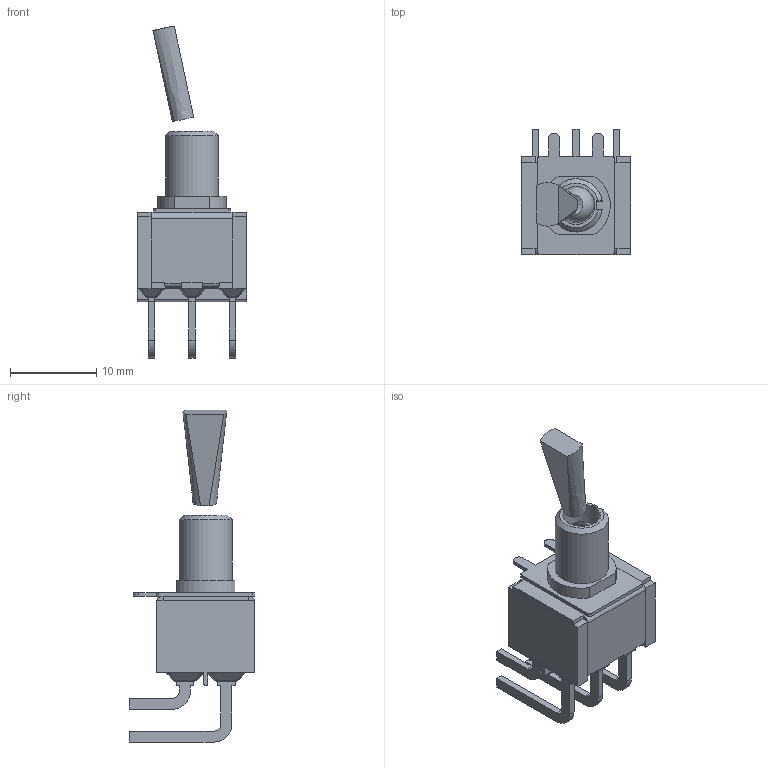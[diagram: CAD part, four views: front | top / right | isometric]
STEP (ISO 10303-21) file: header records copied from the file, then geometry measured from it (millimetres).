
FILE_DESCRIPTION(/* description */ (''),/* implementation_level */ '2;1');
FILE_NAME(/* name */ '100DPxT6B11M6xE.stp',/* time_stamp */ '2026-01-16T14:32:24-06:00',/* author */ ('jmeyers'),/* organization */ (''),/* preprocessor_version */ 'ST-DEVELOPER v18.1',/* originating_system */ 'Autodesk Inventor 2022',/* authorisation */ '');
FILE_SCHEMA (('AUTOMOTIVE_DESIGN { 1 0 10303 214 3 1 1 }'));
Length unit declared in the file: inch
Products named in the file (1): Part116
Bounding box: 12.7 x 14.61 x 38.56 mm (x, y, z)
Volume: 1131.2 mm3; surface area: 2288.4 mm2
Topology: 2 solids, 3 shells, 411 faces, 1076 edges, 664 vertices
Faces by surface type: plane 301, cylinder 81, sphere 25, cone 2, bspline 2
Full cylindrical faces by diameter (mm): 4.4 x1
Entity records: 12309 total; most frequent: CARTESIAN_POINT 2194, ORIENTED_EDGE 2102, DIRECTION 2061, EDGE_CURVE 1051, LINE 851, VECTOR 851, VERTEX_POINT 664, AXIS2_PLACEMENT_3D 605
